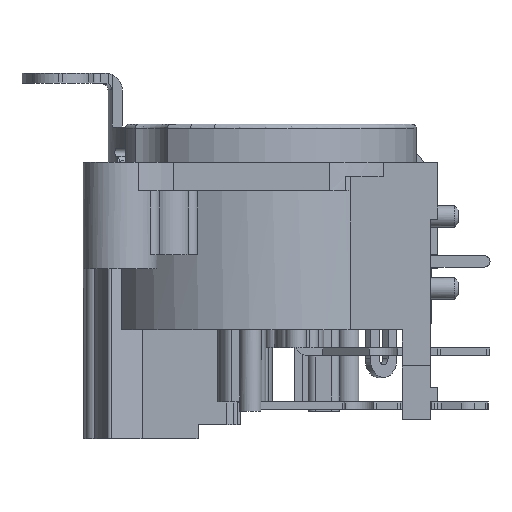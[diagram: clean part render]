
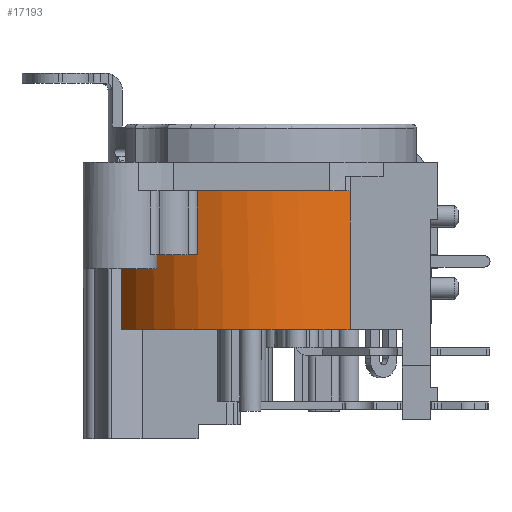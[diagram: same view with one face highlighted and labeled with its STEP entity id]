
A CAD part, left-side view. The second image highlights one B-rep face of the part: STEP entity #17193.
In plain terms, the highlighted cylindrical face has radius 11.002 mm (diameter 22.005 mm), a partial arc.
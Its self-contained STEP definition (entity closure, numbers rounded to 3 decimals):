
#17084=CARTESIAN_POINT('',(-9.783,-10.658,-2.0));
#17085=VERTEX_POINT('',#17084);
#17092=CARTESIAN_POINT('',(-9.561,-10.987,-2.0));
#17093=VERTEX_POINT('',#17092);
#17094=CARTESIAN_POINT('',(-0.561,-4.658,-2.0));
#17095=DIRECTION('',(0.0,0.0,-1.0));
#17096=DIRECTION('',(-0.818,-0.575,0.0));
#17097=AXIS2_PLACEMENT_3D('',#17094,#17095,#17096);
#17098=CIRCLE('',#17097,11.003);
#17099=EDGE_CURVE('',#17093,#17085,#17098,.T.);
#17119=CARTESIAN_POINT('',(-0.561,-4.658,-11.8));
#17120=DIRECTION('',(0.0,0.0,1.0));
#17121=DIRECTION('',(-0.818,-0.575,0.0));
#17122=AXIS2_PLACEMENT_3D('',#17119,#17120,#17121);
#17123=CYLINDRICAL_SURFACE('',#17122,11.003);
#17124=CARTESIAN_POINT('',(-10.617,-0.194,-6.5));
#17125=VERTEX_POINT('',#17124);
#17126=CARTESIAN_POINT('',(-10.617,-0.194,-2.0));
#17127=VERTEX_POINT('',#17126);
#17128=CARTESIAN_POINT('',(-10.617,-0.194,-6.5));
#17129=DIRECTION('',(0.0,0.0,1.0));
#17130=VECTOR('',#17129,4.5);
#17131=LINE('',#17128,#17130);
#17132=EDGE_CURVE('',#17125,#17127,#17131,.T.);
#17133=ORIENTED_EDGE('',*,*,#17132,.F.);
#17134=CARTESIAN_POINT('',(-7.178,4.132,-6.5));
#17135=VERTEX_POINT('',#17134);
#17136=CARTESIAN_POINT('',(-0.561,-4.658,-6.5));
#17137=DIRECTION('',(0.0,0.0,1.0));
#17138=DIRECTION('',(-0.818,-0.575,0.0));
#17139=AXIS2_PLACEMENT_3D('',#17136,#17137,#17138);
#17140=CIRCLE('',#17139,11.003);
#17141=EDGE_CURVE('',#17135,#17125,#17140,.T.);
#17142=ORIENTED_EDGE('',*,*,#17141,.F.);
#17143=CARTESIAN_POINT('',(-7.178,4.132,-2.0));
#17144=VERTEX_POINT('',#17143);
#17145=CARTESIAN_POINT('',(-7.178,4.132,-2.));
#17146=DIRECTION('',(0.0,0.0,-1.0));
#17147=VECTOR('',#17146,4.5);
#17148=LINE('',#17145,#17147);
#17149=EDGE_CURVE('',#17144,#17135,#17148,.T.);
#17150=ORIENTED_EDGE('',*,*,#17149,.F.);
#17151=CARTESIAN_POINT('',(-5.615,5.115,-2.0));
#17152=VERTEX_POINT('',#17151);
#17153=CARTESIAN_POINT('',(-0.561,-4.658,-2.0));
#17154=DIRECTION('',(0.0,0.0,1.0));
#17155=DIRECTION('',(-0.818,-0.575,0.0));
#17156=AXIS2_PLACEMENT_3D('',#17153,#17154,#17155);
#17157=CIRCLE('',#17156,11.003);
#17158=EDGE_CURVE('',#17152,#17144,#17157,.T.);
#17159=ORIENTED_EDGE('',*,*,#17158,.F.);
#17160=CARTESIAN_POINT('',(-5.615,5.115,-11.8));
#17161=VERTEX_POINT('',#17160);
#17162=CARTESIAN_POINT('',(-5.615,5.115,-11.8));
#17163=DIRECTION('',(0.0,0.0,1.0));
#17164=VECTOR('',#17163,9.8);
#17165=LINE('',#17162,#17164);
#17166=EDGE_CURVE('',#17161,#17152,#17165,.T.);
#17167=ORIENTED_EDGE('',*,*,#17166,.F.);
#17168=CARTESIAN_POINT('',(-9.561,-10.987,-11.8));
#17169=VERTEX_POINT('',#17168);
#17170=CARTESIAN_POINT('',(-0.561,-4.658,-11.8));
#17171=DIRECTION('',(0.0,0.0,-1.0));
#17172=DIRECTION('',(-0.818,-0.575,0.0));
#17173=AXIS2_PLACEMENT_3D('',#17170,#17171,#17172);
#17174=CIRCLE('',#17173,11.003);
#17175=EDGE_CURVE('',#17169,#17161,#17174,.T.);
#17176=ORIENTED_EDGE('',*,*,#17175,.F.);
#17177=CARTESIAN_POINT('',(-9.561,-10.987,-2.));
#17178=DIRECTION('',(0.0,0.0,-1.0));
#17179=VECTOR('',#17178,9.8);
#17180=LINE('',#17177,#17179);
#17181=EDGE_CURVE('',#17093,#17169,#17180,.T.);
#17182=ORIENTED_EDGE('',*,*,#17181,.F.);
#17183=ORIENTED_EDGE('',*,*,#17099,.T.);
#17184=CARTESIAN_POINT('',(-0.561,-4.658,-2.0));
#17185=DIRECTION('',(0.0,0.0,1.0));
#17186=DIRECTION('',(-0.818,-0.575,0.0));
#17187=AXIS2_PLACEMENT_3D('',#17184,#17185,#17186);
#17188=CIRCLE('',#17187,11.003);
#17189=EDGE_CURVE('',#17127,#17085,#17188,.T.);
#17190=ORIENTED_EDGE('',*,*,#17189,.F.);
#17191=EDGE_LOOP('',(#17133,#17142,#17150,#17159,#17167,#17176,#17182,#17183,#17190));
#17192=FACE_OUTER_BOUND('',#17191,.T.);
#17193=ADVANCED_FACE('',(#17192),#17123,.T.);
